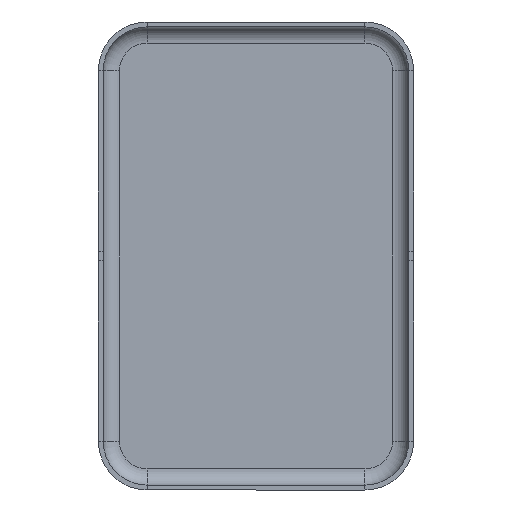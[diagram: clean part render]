
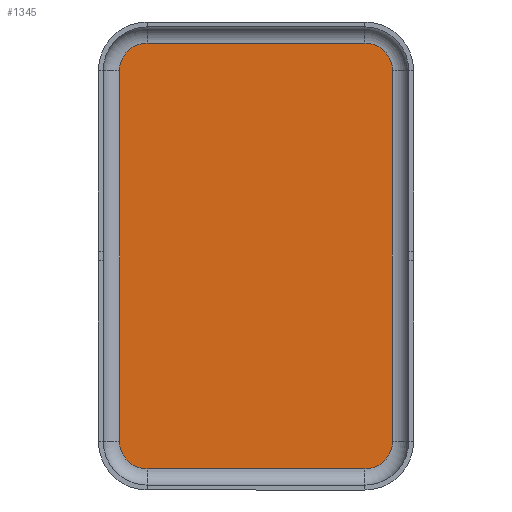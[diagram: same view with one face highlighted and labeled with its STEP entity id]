
A CAD part, front view. The second image highlights one B-rep face of the part: STEP entity #1345.
In plain terms, the highlighted planar face has unit normal (0, -1, 0).
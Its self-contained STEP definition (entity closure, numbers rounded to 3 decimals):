
#8 = VERTEX_POINT ( 'NONE', #1343 ) ;
#11 = ORIENTED_EDGE ( 'NONE', *, *, #823, .F. ) ;
#33 = VECTOR ( 'NONE', #801, 1000. ) ;
#46 = DIRECTION ( 'NONE',  ( 0., 0., 1. ) ) ;
#67 = CARTESIAN_POINT ( 'NONE',  ( -6.7, -0.3, -13.1 ) ) ;
#163 = DIRECTION ( 'NONE',  ( 0., 0., 1. ) ) ;
#169 = DIRECTION ( 'NONE',  ( 0., 1., 0. ) ) ;
#200 = LINE ( 'NONE', #1145, #643 ) ;
#297 = DIRECTION ( 'NONE',  ( 0., 1., 0. ) ) ;
#326 = LINE ( 'NONE', #1010, #33 ) ;
#348 = CARTESIAN_POINT ( 'NONE',  ( 6.7, -0.3, -13.1 ) ) ;
#361 = VERTEX_POINT ( 'NONE', #890 ) ;
#379 = DIRECTION ( 'NONE',  ( -1., 0., 0. ) ) ;
#385 = DIRECTION ( 'NONE',  ( 0., 0., -1. ) ) ;
#386 = CARTESIAN_POINT ( 'NONE',  ( -6.7, -0.3, -11.4 ) ) ;
#389 = AXIS2_PLACEMENT_3D ( 'NONE', #970, #297, #528 ) ;
#409 = LINE ( 'NONE', #956, #852 ) ;
#442 = EDGE_CURVE ( 'NONE', #1213, #361, #1117, .T. ) ;
#475 = EDGE_CURVE ( 'NONE', #723, #8, #813, .T. ) ;
#478 = AXIS2_PLACEMENT_3D ( 'NONE', #386, #169, #839 ) ;
#505 = EDGE_LOOP ( 'NONE', ( #636, #875, #1298, #11, #962, #545, #1071, #563 ) ) ;
#507 = DIRECTION ( 'NONE',  ( 0., 1., 0. ) ) ;
#511 = CARTESIAN_POINT ( 'NONE',  ( 8.4, -0.3, 11.4 ) ) ;
#528 = DIRECTION ( 'NONE',  ( 0., 0., 1. ) ) ;
#545 = ORIENTED_EDGE ( 'NONE', *, *, #768, .F. ) ;
#563 = ORIENTED_EDGE ( 'NONE', *, *, #1266, .F. ) ;
#577 = CARTESIAN_POINT ( 'NONE',  ( 8.4, -0.3, -11.4 ) ) ;
#610 = CARTESIAN_POINT ( 'NONE',  ( 6.7, -0.3, 11.4 ) ) ;
#636 = ORIENTED_EDGE ( 'NONE', *, *, #1413, .F. ) ;
#642 = CIRCLE ( 'NONE', #896, 1.7 ) ;
#643 = VECTOR ( 'NONE', #1030, 1000. ) ;
#723 = VERTEX_POINT ( 'NONE', #815 ) ;
#725 = DIRECTION ( 'NONE',  ( 0., 1., 0. ) ) ;
#739 = DIRECTION ( 'NONE',  ( 0., 0., 1. ) ) ;
#768 = EDGE_CURVE ( 'NONE', #1039, #1213, #1273, .T. ) ;
#801 = DIRECTION ( 'NONE',  ( 1., 0., 0. ) ) ;
#813 = CIRCLE ( 'NONE', #1360, 1.7 ) ;
#815 = CARTESIAN_POINT ( 'NONE',  ( -8.4, -0.3, 11.4 ) ) ;
#823 = EDGE_CURVE ( 'NONE', #361, #723, #409, .T. ) ;
#839 = DIRECTION ( 'NONE',  ( 0., 0., 1. ) ) ;
#852 = VECTOR ( 'NONE', #46, 1000. ) ;
#875 = ORIENTED_EDGE ( 'NONE', *, *, #1047, .F. ) ;
#890 = CARTESIAN_POINT ( 'NONE',  ( -8.4, -0.3, -11.4 ) ) ;
#896 = AXIS2_PLACEMENT_3D ( 'NONE', #1170, #725, #739 ) ;
#956 = CARTESIAN_POINT ( 'NONE',  ( -8.4, -0.3, -11.4 ) ) ;
#962 = ORIENTED_EDGE ( 'NONE', *, *, #442, .F. ) ;
#966 = AXIS2_PLACEMENT_3D ( 'NONE', #610, #1370, #385 ) ;
#970 = CARTESIAN_POINT ( 'NONE',  ( 6.7, -0.3, -11.4 ) ) ;
#1010 = CARTESIAN_POINT ( 'NONE',  ( -6.7, -0.3, 13.1 ) ) ;
#1030 = DIRECTION ( 'NONE',  ( 0., 0., -1. ) ) ;
#1031 = VERTEX_POINT ( 'NONE', #577 ) ;
#1039 = VERTEX_POINT ( 'NONE', #348 ) ;
#1042 = CARTESIAN_POINT ( 'NONE',  ( 6.7, -0.3, -13.1 ) ) ;
#1045 = PLANE ( 'NONE',  #966 ) ;
#1047 = EDGE_CURVE ( 'NONE', #8, #1140, #326, .T. ) ;
#1068 = CARTESIAN_POINT ( 'NONE',  ( 6.7, -0.3, 13.1 ) ) ;
#1071 = ORIENTED_EDGE ( 'NONE', *, *, #1120, .F. ) ;
#1117 = CIRCLE ( 'NONE', #478, 1.7 ) ;
#1120 = EDGE_CURVE ( 'NONE', #1031, #1039, #1373, .T. ) ;
#1140 = VERTEX_POINT ( 'NONE', #1068 ) ;
#1145 = CARTESIAN_POINT ( 'NONE',  ( 8.4, -0.3, 11.4 ) ) ;
#1170 = CARTESIAN_POINT ( 'NONE',  ( 6.7, -0.3, 11.4 ) ) ;
#1213 = VERTEX_POINT ( 'NONE', #67 ) ;
#1250 = VECTOR ( 'NONE', #379, 1000. ) ;
#1266 = EDGE_CURVE ( 'NONE', #1429, #1031, #200, .T. ) ;
#1273 = LINE ( 'NONE', #1042, #1250 ) ;
#1298 = ORIENTED_EDGE ( 'NONE', *, *, #475, .F. ) ;
#1336 = FACE_OUTER_BOUND ( 'NONE', #505, .T. ) ;
#1343 = CARTESIAN_POINT ( 'NONE',  ( -6.7, -0.3, 13.1 ) ) ;
#1345 = ADVANCED_FACE ( 'NONE', ( #1336 ), #1045, .T. ) ;
#1360 = AXIS2_PLACEMENT_3D ( 'NONE', #1371, #507, #163 ) ;
#1370 = DIRECTION ( 'NONE',  ( 0., -1., 0. ) ) ;
#1371 = CARTESIAN_POINT ( 'NONE',  ( -6.7, -0.3, 11.4 ) ) ;
#1373 = CIRCLE ( 'NONE', #389, 1.7 ) ;
#1413 = EDGE_CURVE ( 'NONE', #1140, #1429, #642, .T. ) ;
#1429 = VERTEX_POINT ( 'NONE', #511 ) ;
